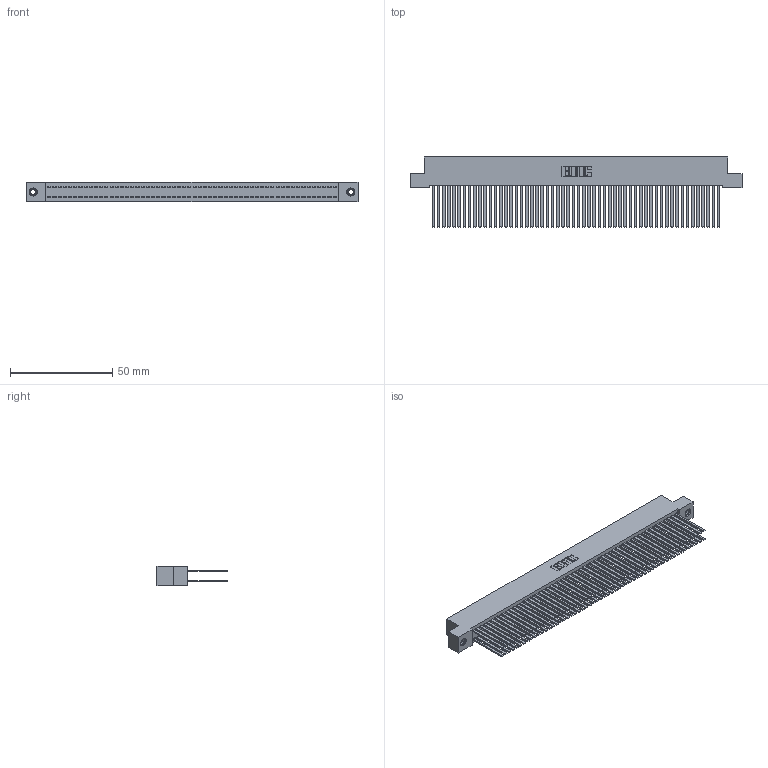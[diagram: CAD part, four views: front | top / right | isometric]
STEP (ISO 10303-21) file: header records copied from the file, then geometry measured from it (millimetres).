
FILE_DESCRIPTION (( 'STEP AP203' ), '1' );
FILE_NAME ('342-112-544-207.STEP', '2018-08-14T12:20:21', ( '' ), ( '' ), 'SwSTEP 2.0', 'SolidWorks 2016', '' );
FILE_SCHEMA (( 'CONFIG_CONTROL_DESIGN' ));
Length unit declared in the file: inch
Products named in the file (4): 345-292-001_345-293-144; 345-250-001_345-250-005-103; 342-112-544-207; 342 Part_TI
Assembly tree (115 placements, depth 2):
  342-112-544-207
    342 Part_TI
    345-292-001_345-293-144  x112
    345-250-001_345-250-005-103  x2
Bounding box: 162.56 x 34.3 x 9.4 mm (x, y, z)
Volume: 16229.6 mm3; surface area: 31136.5 mm2
Topology: 115 solids, 115 shells, 5322 faces, 15779 edges, 10362 vertices
Faces by surface type: plane 3682, cylinder 1624, cone 12, torus 4
Entity records: 35086 total; most frequent: CARTESIAN_POINT 5777, ORIENTED_EDGE 5706, DIRECTION 4939, EDGE_CURVE 2853, LINE 2709, VECTOR 2709, VERTEX_POINT 1896, AXIS2_PLACEMENT_3D 1115
